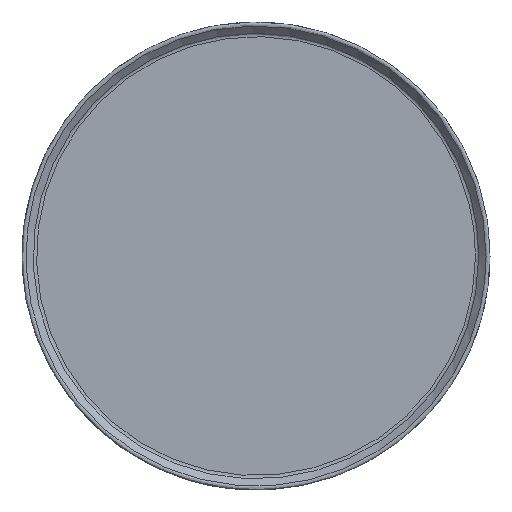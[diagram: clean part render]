
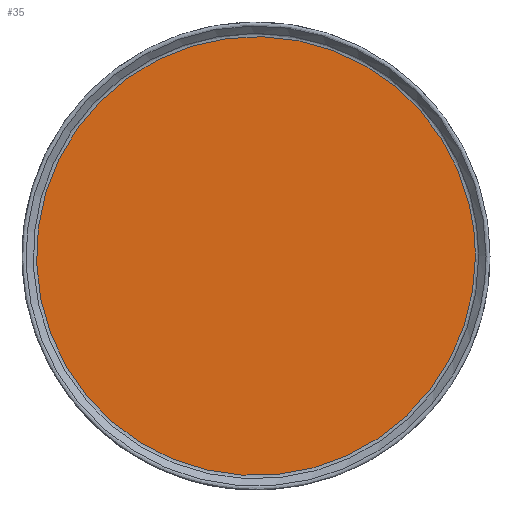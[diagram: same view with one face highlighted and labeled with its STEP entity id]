
A CAD part, top view. The second image highlights one B-rep face of the part: STEP entity #35.
In plain terms, the highlighted planar face has unit normal (0, 0, 1).
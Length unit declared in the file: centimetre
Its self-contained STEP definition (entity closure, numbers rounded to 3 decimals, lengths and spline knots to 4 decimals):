
#35=ADVANCED_FACE('',(#61),#327,.T.);
#61=FACE_OUTER_BOUND('',#88,.T.);
#88=EDGE_LOOP('',(#130));
#130=ORIENTED_EDGE('',*,*,#209,.F.);
#209=EDGE_CURVE('',#299,#299,#259,.T.);
#259=(
BOUNDED_CURVE()
B_SPLINE_CURVE(3,(#1642,#1643,#1644,#1645,#1646,#1647,#1648,#1649,#1650,
#1651,#1652,#1653,#1654,#1655,#1656,#1657,#1658,#1659,#1660,#1661,#1662,
#1663,#1664,#1665,#1666,#1667,#1668,#1669,#1670,#1671,#1672,#1673,#1674,
#1675,#1676,#1677,#1678,#1679,#1680,#1681,#1682,#1683,#1684,#1685,#1686,
#1687,#1688,#1689,#1690,#1691,#1692,#1693,#1694,#1695,#1696,#1697,#1698,
#1699,#1700,#1701,#1702,#1703,#1704,#1705,#1706,#1707),.UNSPECIFIED.,.T.,
 .F.)
B_SPLINE_CURVE_WITH_KNOTS((4,1,1,1,1,1,1,1,1,1,1,1,1,1,1,1,1,1,1,1,1,1,
1,1,1,1,1,1,1,1,1,1,1,1,1,1,1,1,1,1,1,1,1,1,1,1,1,1,1,1,1,1,1,1,1,1,1,1,
1,1,1,1,1,4),(0.,44.2284,89.9814,135.7344,
183.3513,231.947,281.282,331.0991,381.1263,
431.0709,480.6664,529.6328,577.7261,624.7274,
669.7282,714.729,758.6214,802.5139,848.875,
895.236,943.7668,992.2976,1042.0669,1091.8362,
1141.7575,1191.6788,1240.6457,1289.6125,1336.6369,
1383.6612,1428.1457,1472.6301,1517.0956,1561.5612,
1584.7679,1607.9746,1631.7756,1655.5766,1704.1607,
1753.4879,1778.3943,1803.3007,1853.3281,1903.2766,
1952.8801,2001.8581,2049.9664,2096.9853,2142.7279,
2230.5315,2320.493,2368.0246,2415.5561,2464.8234,
2514.0906,2564.0749,2614.0592,2663.6448,2713.2304,
2761.3484,2809.4665,2855.2374,2901.0083,2945.9193),
 .UNSPECIFIED.)
CURVE()
GEOMETRIC_REPRESENTATION_ITEM()
RATIONAL_B_SPLINE_CURVE((1.,1.,1.,1.,1.,1.,
1.,1.,1.,1.,1.,1.,1.,
1.,1.,1.,1.,1.,1.,1.,1.,1.,
1.,1.,1.,1.,1.,1.,1.,
1.,1.,1.,1.,1.,1.,1.,1.,1.,1.,1.,
1.,1.,1.,1.,1.,1.,
1.,1.,1.,1.,1.,1.,1.,1.,1.,
1.,1.,1.,1.,1.,1.,1.,1.,1.,
1.,1.))
REPRESENTATION_ITEM('')
);
#299=VERTEX_POINT('',#1543);
#327=PLANE('',#395);
#395=AXIS2_PLACEMENT_3D('',#1068,#415,$);
#415=DIRECTION('',(0.,0.,1.));
#1068=CARTESIAN_POINT('',(-38.721,59.8082,40.));
#1543=CARTESIAN_POINT('',(64.4277,3.5452,40.));
#1642=CARTESIAN_POINT('',(64.4277,3.5452,40.));
#1643=CARTESIAN_POINT('',(64.4277,2.071,40.));
#1644=CARTESIAN_POINT('',(64.2861,-0.9284,40.));
#1645=CARTESIAN_POINT('',(63.64,-5.412,40.));
#1646=CARTESIAN_POINT('',(62.5332,-9.9211,40.));
#1647=CARTESIAN_POINT('',(60.9517,-14.3877,40.));
#1648=CARTESIAN_POINT('',(58.8699,-18.7771,40.));
#1649=CARTESIAN_POINT('',(56.3033,-22.9884,40.));
#1650=CARTESIAN_POINT('',(53.2776,-26.9434,40.));
#1651=CARTESIAN_POINT('',(49.8347,-30.5693,40.));
#1652=CARTESIAN_POINT('',(46.0311,-33.8033,40.));
#1653=CARTESIAN_POINT('',(41.9356,-36.5962,40.));
#1654=CARTESIAN_POINT('',(37.6242,-38.9146,40.));
#1655=CARTESIAN_POINT('',(33.1767,-40.7422,40.));
#1656=CARTESIAN_POINT('',(28.6942,-42.0724,40.));
#1657=CARTESIAN_POINT('',(24.2048,-42.9375,40.));
#1658=CARTESIAN_POINT('',(19.7564,-43.3586,40.));
#1659=CARTESIAN_POINT('',(15.3253,-43.3567,40.));
#1660=CARTESIAN_POINT('',(10.8687,-42.9364,40.));
#1661=CARTESIAN_POINT('',(6.3916,-42.0741,40.));
#1662=CARTESIAN_POINT('',(1.8731,-40.7298,40.));
#1663=CARTESIAN_POINT('',(-2.5539,-38.9083,40.));
#1664=CARTESIAN_POINT('',(-6.8692,-36.585,40.));
#1665=CARTESIAN_POINT('',(-10.9522,-33.7996,40.));
#1666=CARTESIAN_POINT('',(-14.7523,-30.5671,40.));
#1667=CARTESIAN_POINT('',(-18.1917,-26.946,40.));
#1668=CARTESIAN_POINT('',(-21.2103,-23.001,40.));
#1669=CARTESIAN_POINT('',(-23.7803,-18.7878,40.));
#1670=CARTESIAN_POINT('',(-25.8555,-14.4168,40.));
#1671=CARTESIAN_POINT('',(-27.4513,-9.9183,40.));
#1672=CARTESIAN_POINT('',(-28.5531,-5.4279,40.));
#1673=CARTESIAN_POINT('',(-29.1999,-0.9361,40.));
#1674=CARTESIAN_POINT('',(-29.4142,3.5116,40.));
#1675=CARTESIAN_POINT('',(-29.2063,7.9589,40.));
#1676=CARTESIAN_POINT('',(-28.6783,11.6636,40.));
#1677=CARTESIAN_POINT('',(-28.0356,14.6249,40.));
#1678=CARTESIAN_POINT('',(-27.4265,16.8855,40.));
#1679=CARTESIAN_POINT('',(-26.6987,19.1316,40.));
#1680=CARTESIAN_POINT('',(-25.5566,22.1285,40.));
#1681=CARTESIAN_POINT('',(-23.8214,25.8019,40.));
#1682=CARTESIAN_POINT('',(-21.6935,29.306,40.));
#1683=CARTESIAN_POINT('',(-19.7596,31.9871,40.));
#1684=CARTESIAN_POINT('',(-17.6714,34.58,40.));
#1685=CARTESIAN_POINT('',(-14.8059,37.6076,40.));
#1686=CARTESIAN_POINT('',(-11.0071,40.848,40.));
#1687=CARTESIAN_POINT('',(-6.9155,43.6479,40.));
#1688=CARTESIAN_POINT('',(-2.6068,45.9737,40.));
#1689=CARTESIAN_POINT('',(1.8392,47.8088,40.));
#1690=CARTESIAN_POINT('',(6.3445,49.1529,40.));
#1691=CARTESIAN_POINT('',(12.2608,50.2978,40.));
#1692=CARTESIAN_POINT('',(19.7349,50.6618,40.));
#1693=CARTESIAN_POINT('',(27.2047,49.6021,40.));
#1694=CARTESIAN_POINT('',(33.1264,47.8502,40.));
#1695=CARTESIAN_POINT('',(37.5839,46.0238,40.));
#1696=CARTESIAN_POINT('',(41.8808,43.7198,40.));
#1697=CARTESIAN_POINT('',(45.9802,40.932,40.));
#1698=CARTESIAN_POINT('',(49.7803,37.711,40.));
#1699=CARTESIAN_POINT('',(53.2237,34.0963,40.));
#1700=CARTESIAN_POINT('',(56.2562,30.1476,40.));
#1701=CARTESIAN_POINT('',(58.8226,25.9541,40.));
#1702=CARTESIAN_POINT('',(60.9175,21.5609,40.));
#1703=CARTESIAN_POINT('',(62.5087,17.0962,40.));
#1704=CARTESIAN_POINT('',(63.6266,12.5713,40.));
#1705=CARTESIAN_POINT('',(64.2828,8.065,40.));
#1706=CARTESIAN_POINT('',(64.4277,5.0423,40.));
#1707=CARTESIAN_POINT('',(64.4277,3.5452,40.));
